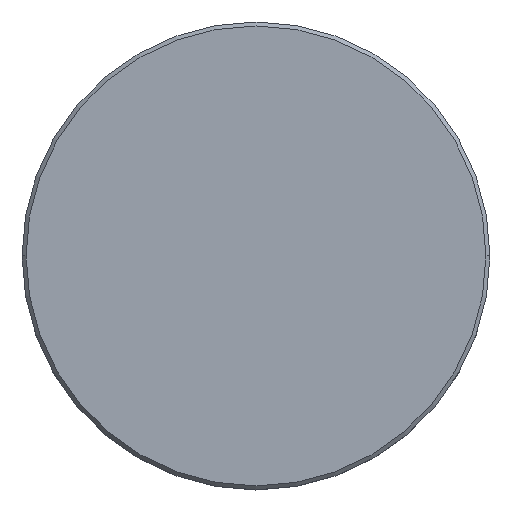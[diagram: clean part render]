
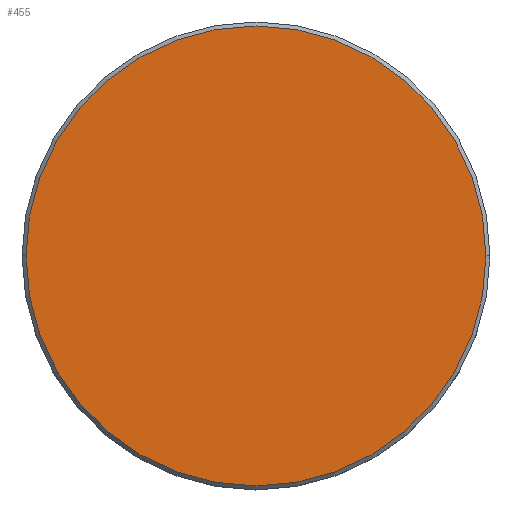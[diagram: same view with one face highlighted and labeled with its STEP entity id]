
A CAD part, top view. The second image highlights one B-rep face of the part: STEP entity #455.
In plain terms, the highlighted planar face has unit normal (0, 0, 1).
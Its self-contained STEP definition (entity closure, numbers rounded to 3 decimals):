
#56 = CARTESIAN_POINT ( 'NONE',  ( 29., 0., 0. ) ) ;
#130 = ORIENTED_EDGE ( 'NONE', *, *, #736, .T. ) ;
#197 = CARTESIAN_POINT ( 'NONE',  ( -29., 0., 0. ) ) ;
#264 = DIRECTION ( 'NONE',  ( 1., 0., 0. ) ) ;
#300 = ORIENTED_EDGE ( 'NONE', *, *, #817, .T. ) ;
#325 = CARTESIAN_POINT ( 'NONE',  ( 0., 0., 0. ) ) ;
#375 = AXIS2_PLACEMENT_3D ( 'NONE', #878, #863, #1070 ) ;
#412 = DIRECTION ( 'NONE',  ( 1., 0., 0. ) ) ;
#455 = ADVANCED_FACE ( 'NONE', ( #552 ), #458, .T. ) ;
#458 = PLANE ( 'NONE',  #1102 ) ;
#546 = CARTESIAN_POINT ( 'NONE',  ( 0., 0., 0. ) ) ;
#552 = FACE_OUTER_BOUND ( 'NONE', #698, .T. ) ;
#642 = DIRECTION ( 'NONE',  ( 0., 0., 1. ) ) ;
#689 = CIRCLE ( 'NONE', #1143, 29. ) ;
#698 = EDGE_LOOP ( 'NONE', ( #130, #300 ) ) ;
#700 = DIRECTION ( 'NONE',  ( 0., 0., 1. ) ) ;
#736 = EDGE_CURVE ( 'NONE', #1079, #858, #1027, .T. ) ;
#817 = EDGE_CURVE ( 'NONE', #858, #1079, #689, .T. ) ;
#858 = VERTEX_POINT ( 'NONE', #56 ) ;
#863 = DIRECTION ( 'NONE',  ( 0., 0., 1. ) ) ;
#878 = CARTESIAN_POINT ( 'NONE',  ( 0., 0., 0. ) ) ;
#1027 = CIRCLE ( 'NONE', #375, 29. ) ;
#1070 = DIRECTION ( 'NONE',  ( 1., 0., 0. ) ) ;
#1079 = VERTEX_POINT ( 'NONE', #197 ) ;
#1102 = AXIS2_PLACEMENT_3D ( 'NONE', #546, #642, #264 ) ;
#1143 = AXIS2_PLACEMENT_3D ( 'NONE', #325, #700, #412 ) ;
